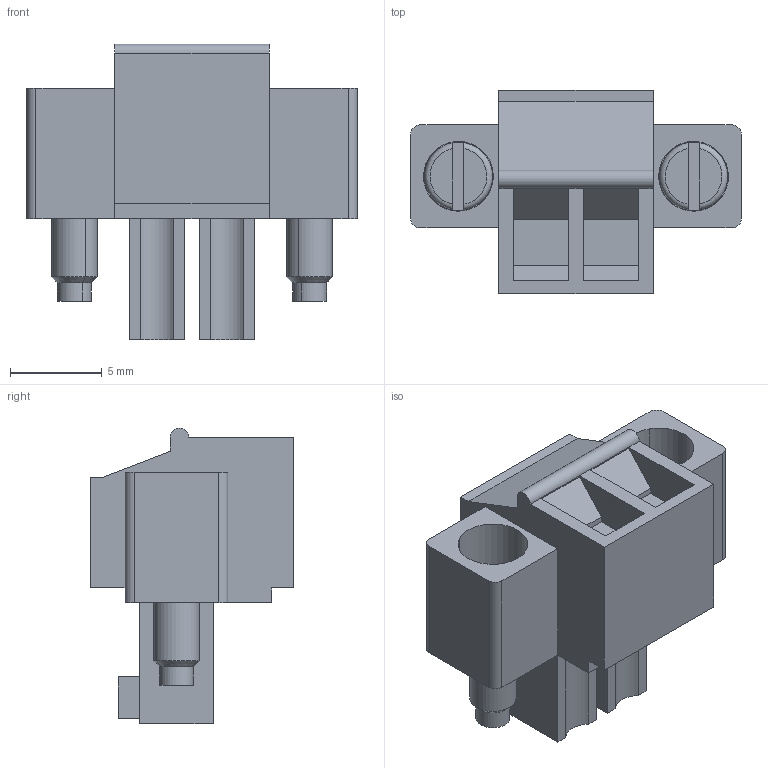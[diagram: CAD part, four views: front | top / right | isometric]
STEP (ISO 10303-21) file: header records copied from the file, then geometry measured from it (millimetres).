
FILE_DESCRIPTION(('CATIA V5 STEP Exchange','CAx-IF Rec.Pracs.--- Model Styling and Organization---1.2---2011-12-15'),'2;1');
FILE_NAME ('D1456238_0_1792950000_1792950000.stp','2018-09-19T13:59:40+00:00',('none'),('Weidmueller'),'CATIA Version 5-6 Release 2014','CATIA V5 STEP AP214','none');
FILE_SCHEMA(('AUTOMOTIVE_DESIGN { 1 0 10303 214 1 1 1 1 }'));
Length unit declared in the file: millimetre
Products named in the file (1): 1792950000
Bounding box: 18.01 x 11.1 x 16.1 mm (x, y, z)
Volume: 1121.6 mm3; surface area: 1376.5 mm2
Topology: 3 solids, 3 shells, 142 faces, 356 edges, 232 vertices
Faces by surface type: plane 85, cylinder 37, cone 12, torus 8
Entity records: 3953 total; most frequent: CARTESIAN_POINT 717, ORIENTED_EDGE 712, DIRECTION 540, EDGE_CURVE 356, VECTOR 238, LINE 238, VERTEX_POINT 232, AXIS2_PLACEMENT_3D 207
